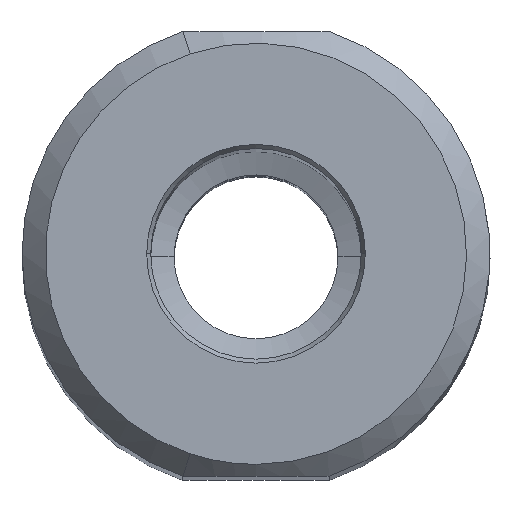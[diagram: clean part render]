
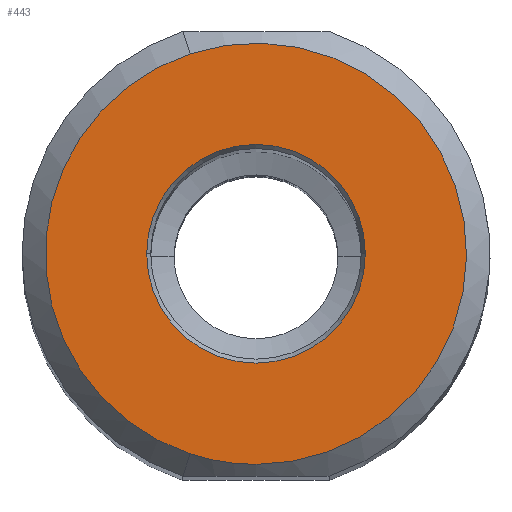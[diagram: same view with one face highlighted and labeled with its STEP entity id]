
A CAD part, top view. The second image highlights one B-rep face of the part: STEP entity #443.
In plain terms, the highlighted planar face has unit normal (0, 0, 1).
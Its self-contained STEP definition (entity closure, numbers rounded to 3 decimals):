
#443=ADVANCED_FACE('',(#546,#547),#507,.T.);
#507=PLANE('',#1595);
#546=FACE_BOUND('',#586,.T.);
#547=FACE_BOUND('',#587,.T.);
#586=EDGE_LOOP('',(#782,#783,#784));
#587=EDGE_LOOP('',(#785,#786));
#782=ORIENTED_EDGE('',*,*,#1196,.F.);
#783=ORIENTED_EDGE('',*,*,#1194,.F.);
#784=ORIENTED_EDGE('',*,*,#1193,.F.);
#785=ORIENTED_EDGE('',*,*,#1234,.F.);
#786=ORIENTED_EDGE('',*,*,#1235,.F.);
#1064=VERTEX_POINT('',#2347);
#1065=VERTEX_POINT('',#2349);
#1066=VERTEX_POINT('',#2351);
#1090=VERTEX_POINT('',#2607);
#1091=VERTEX_POINT('',#2609);
#1193=EDGE_CURVE('',#1064,#1065,#1371,.T.);
#1194=EDGE_CURVE('',#1065,#1066,#1372,.T.);
#1196=EDGE_CURVE('',#1066,#1064,#1373,.T.);
#1234=EDGE_CURVE('',#1091,#1090,#1389,.T.);
#1235=EDGE_CURVE('',#1090,#1091,#1390,.T.);
#1371=CIRCLE('',#1560,9.);
#1372=CIRCLE('',#1561,9.);
#1373=CIRCLE('',#1563,9.);
#1389=CIRCLE('',#1592,4.673);
#1390=CIRCLE('',#1594,4.673);
#1560=AXIS2_PLACEMENT_3D('',#2348,#1790,#1791);
#1561=AXIS2_PLACEMENT_3D('',#2350,#1792,#1793);
#1563=AXIS2_PLACEMENT_3D('',#2354,#1797,#1798);
#1592=AXIS2_PLACEMENT_3D('',#2610,#1869,#1870);
#1594=AXIS2_PLACEMENT_3D('',#2612,#1873,#1874);
#1595=AXIS2_PLACEMENT_3D('',#2613,#1875,#1876);
#1790=DIRECTION('',(0.,0.,-1.));
#1791=DIRECTION('',(-0.312,0.95,0.));
#1792=DIRECTION('',(0.,0.,-1.));
#1793=DIRECTION('',(0.,-1.,0.));
#1797=DIRECTION('',(0.,0.,-1.));
#1798=DIRECTION('',(-0.312,-0.95,0.));
#1869=DIRECTION('',(0.,0.,1.));
#1870=DIRECTION('',(1.,0.,0.));
#1873=DIRECTION('',(0.,0.,1.));
#1874=DIRECTION('',(-1.,0.,0.));
#1875=DIRECTION('',(0.,0.,1.));
#1876=DIRECTION('',(1.,0.,0.));
#2347=CARTESIAN_POINT('',(-2.81,8.55,0.));
#2348=CARTESIAN_POINT('',(0.,0.,0.));
#2349=CARTESIAN_POINT('',(0.,-9.,0.));
#2350=CARTESIAN_POINT('',(0.,0.,0.));
#2351=CARTESIAN_POINT('',(-2.81,-8.55,0.));
#2354=CARTESIAN_POINT('',(0.,0.,0.));
#2607=CARTESIAN_POINT('',(-4.673,0.,0.));
#2609=CARTESIAN_POINT('',(4.673,0.,0.));
#2610=CARTESIAN_POINT('',(0.,0.,0.));
#2612=CARTESIAN_POINT('',(0.,0.,0.));
#2613=CARTESIAN_POINT('',(-0.004,0.005,0.));
